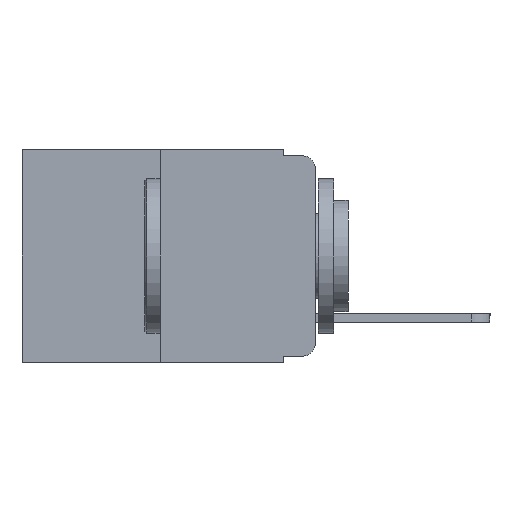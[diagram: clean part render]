
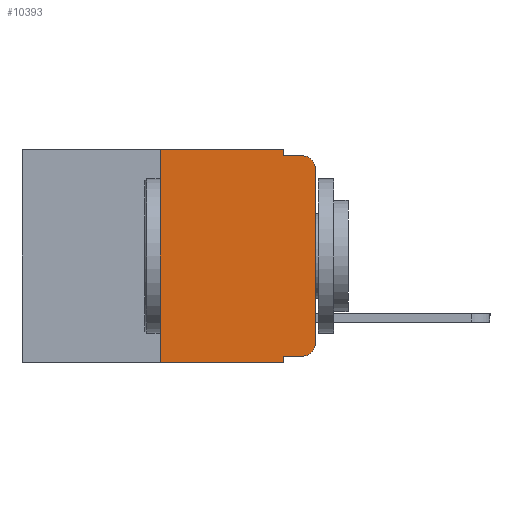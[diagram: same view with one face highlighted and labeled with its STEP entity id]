
A CAD part, left-side view. The second image highlights one B-rep face of the part: STEP entity #10393.
In plain terms, the highlighted planar face has unit normal (-1, 0, 0).
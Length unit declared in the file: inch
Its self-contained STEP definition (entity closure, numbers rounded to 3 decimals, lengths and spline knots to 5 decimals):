
#54 = EDGE_CURVE ( 'NONE', #1776, #10151, #15190, .T. ) ;
#180 = ORIENTED_EDGE ( 'NONE', *, *, #4634, .F. ) ;
#487 = CARTESIAN_POINT ( 'NONE',  ( 0., 0.051, 0. ) ) ;
#627 = ORIENTED_EDGE ( 'NONE', *, *, #54, .F. ) ;
#838 = DIRECTION ( 'NONE',  ( 0., 0., -1. ) ) ;
#1142 = VERTEX_POINT ( 'NONE', #13059 ) ;
#1406 = PLANE ( 'NONE',  #7875 ) ;
#1776 = VERTEX_POINT ( 'NONE', #6429 ) ;
#1792 = CIRCLE ( 'NONE', #14875, 0.02 ) ;
#1930 = CARTESIAN_POINT ( 'NONE',  ( 0., 0., -0.03 ) ) ;
#1995 = VERTEX_POINT ( 'NONE', #3389 ) ;
#2611 = CARTESIAN_POINT ( 'NONE',  ( 0., 0.051, 0. ) ) ;
#2656 = CARTESIAN_POINT ( 'NONE',  ( 0., 0.473, 0. ) ) ;
#2683 = DIRECTION ( 'NONE',  ( 0., 0., 1. ) ) ;
#2768 = DIRECTION ( 'NONE',  ( 0., 0., 1. ) ) ;
#2906 = VECTOR ( 'NONE', #838, 39.37008 ) ;
#2952 = VECTOR ( 'NONE', #5531, 39.37008 ) ;
#3311 = VERTEX_POINT ( 'NONE', #1930 ) ;
#3389 = CARTESIAN_POINT ( 'NONE',  ( 0., 0.051, -0.333 ) ) ;
#3767 = EDGE_CURVE ( 'NONE', #4601, #4242, #12917, .T. ) ;
#4099 = CARTESIAN_POINT ( 'NONE',  ( 0., 0.473, 0. ) ) ;
#4166 = CARTESIAN_POINT ( 'NONE',  ( 0., 0.02, -0.01 ) ) ;
#4242 = VERTEX_POINT ( 'NONE', #7820 ) ;
#4601 = VERTEX_POINT ( 'NONE', #12858 ) ;
#4634 = EDGE_CURVE ( 'NONE', #4242, #8536, #14578, .T. ) ;
#4879 = DIRECTION ( 'NONE',  ( 0., 0., -1. ) ) ;
#5194 = CARTESIAN_POINT ( 'NONE',  ( 0., 0.02, -0.333 ) ) ;
#5416 = DIRECTION ( 'NONE',  ( 0., 0., -1. ) ) ;
#5522 = EDGE_CURVE ( 'NONE', #3311, #8536, #11391, .T. ) ;
#5531 = DIRECTION ( 'NONE',  ( 0., -1., 0. ) ) ;
#5689 = FACE_OUTER_BOUND ( 'NONE', #8736, .T. ) ;
#5836 = LINE ( 'NONE', #8022, #12425 ) ;
#6208 = DIRECTION ( 'NONE',  ( -1., 0., 0. ) ) ;
#6429 = CARTESIAN_POINT ( 'NONE',  ( 0., 0.25, -0.343 ) ) ;
#7216 = EDGE_CURVE ( 'NONE', #8388, #3311, #9367, .T. ) ;
#7476 = DIRECTION ( 'NONE',  ( 0., -1., 0. ) ) ;
#7646 = LINE ( 'NONE', #2656, #10588 ) ;
#7820 = CARTESIAN_POINT ( 'NONE',  ( 0., 0.051, -0.01 ) ) ;
#7875 = AXIS2_PLACEMENT_3D ( 'NONE', #4099, #12800, #5416 ) ;
#8022 = CARTESIAN_POINT ( 'NONE',  ( 0., 0.473, -0.343 ) ) ;
#8047 = ORIENTED_EDGE ( 'NONE', *, *, #14073, .T. ) ;
#8388 = VERTEX_POINT ( 'NONE', #10516 ) ;
#8404 = CARTESIAN_POINT ( 'NONE',  ( 0., 0.25, 0. ) ) ;
#8536 = VERTEX_POINT ( 'NONE', #4166 ) ;
#8736 = EDGE_LOOP ( 'NONE', ( #10208, #13384, #180, #10593, #13775, #627, #10957, #14147, #8047, #14520 ) ) ;
#8754 = VECTOR ( 'NONE', #2768, 39.37008 ) ;
#8945 = LINE ( 'NONE', #2611, #11835 ) ;
#9266 = DIRECTION ( 'NONE',  ( 0., -1., 0. ) ) ;
#9367 = LINE ( 'NONE', #10357, #10173 ) ;
#10032 = VERTEX_POINT ( 'NONE', #5194 ) ;
#10108 = CARTESIAN_POINT ( 'NONE',  ( 0., 0.051, -0.01 ) ) ;
#10151 = VERTEX_POINT ( 'NONE', #10569 ) ;
#10173 = VECTOR ( 'NONE', #2683, 39.37008 ) ;
#10208 = ORIENTED_EDGE ( 'NONE', *, *, #7216, .T. ) ;
#10328 = DIRECTION ( 'NONE',  ( 0., -1., 0. ) ) ;
#10357 = CARTESIAN_POINT ( 'NONE',  ( 0., 0., 0. ) ) ;
#10393 = ADVANCED_FACE ( 'NONE', ( #5689 ), #1406, .F. ) ;
#10516 = CARTESIAN_POINT ( 'NONE',  ( 0., 0., -0.313 ) ) ;
#10533 = CARTESIAN_POINT ( 'NONE',  ( 0., 0.051, -0.333 ) ) ;
#10569 = CARTESIAN_POINT ( 'NONE',  ( 0., 0.25, 0. ) ) ;
#10588 = VECTOR ( 'NONE', #10328, 39.37008 ) ;
#10593 = ORIENTED_EDGE ( 'NONE', *, *, #3767, .F. ) ;
#10873 = EDGE_CURVE ( 'NONE', #10032, #8388, #1792, .T. ) ;
#10957 = ORIENTED_EDGE ( 'NONE', *, *, #13168, .T. ) ;
#11391 = CIRCLE ( 'NONE', #12032, 0.02 ) ;
#11403 = VECTOR ( 'NONE', #7476, 39.37008 ) ;
#11835 = VECTOR ( 'NONE', #16239, 39.37008 ) ;
#11990 = EDGE_CURVE ( 'NONE', #10151, #4601, #7646, .T. ) ;
#12032 = AXIS2_PLACEMENT_3D ( 'NONE', #13428, #13975, #4879 ) ;
#12425 = VECTOR ( 'NONE', #9266, 39.37008 ) ;
#12800 = DIRECTION ( 'NONE',  ( 1., 0., 0. ) ) ;
#12858 = CARTESIAN_POINT ( 'NONE',  ( 0., 0.051, 0. ) ) ;
#12917 = LINE ( 'NONE', #487, #2906 ) ;
#13059 = CARTESIAN_POINT ( 'NONE',  ( 0., 0.051, -0.343 ) ) ;
#13168 = EDGE_CURVE ( 'NONE', #1776, #1142, #5836, .T. ) ;
#13384 = ORIENTED_EDGE ( 'NONE', *, *, #5522, .T. ) ;
#13428 = CARTESIAN_POINT ( 'NONE',  ( 0., 0.02, -0.03 ) ) ;
#13576 = CARTESIAN_POINT ( 'NONE',  ( 0., 0.02, -0.313 ) ) ;
#13775 = ORIENTED_EDGE ( 'NONE', *, *, #11990, .F. ) ;
#13975 = DIRECTION ( 'NONE',  ( -1., 0., 0. ) ) ;
#14073 = EDGE_CURVE ( 'NONE', #1995, #10032, #16091, .T. ) ;
#14147 = ORIENTED_EDGE ( 'NONE', *, *, #14844, .F. ) ;
#14520 = ORIENTED_EDGE ( 'NONE', *, *, #10873, .T. ) ;
#14578 = LINE ( 'NONE', #10108, #11403 ) ;
#14763 = DIRECTION ( 'NONE',  ( 0., 0., -1. ) ) ;
#14844 = EDGE_CURVE ( 'NONE', #1995, #1142, #8945, .T. ) ;
#14875 = AXIS2_PLACEMENT_3D ( 'NONE', #13576, #6208, #14763 ) ;
#15190 = LINE ( 'NONE', #8404, #8754 ) ;
#16091 = LINE ( 'NONE', #10533, #2952 ) ;
#16239 = DIRECTION ( 'NONE',  ( 0., 0., -1. ) ) ;
